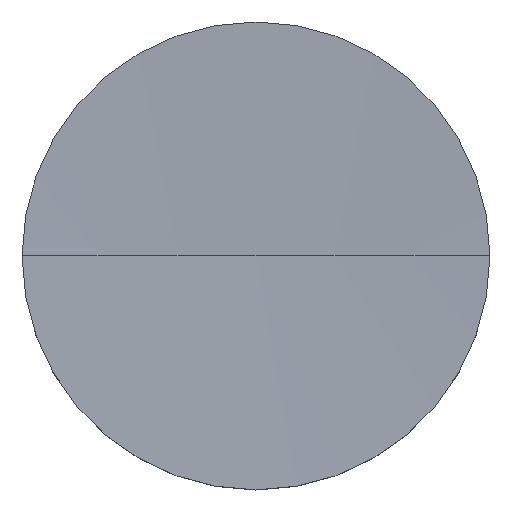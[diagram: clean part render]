
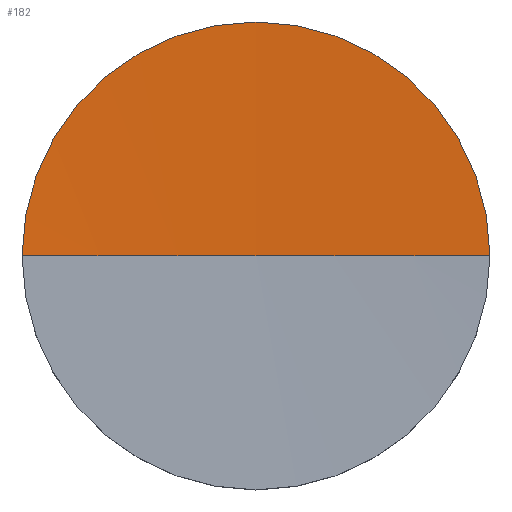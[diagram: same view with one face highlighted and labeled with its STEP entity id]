
A CAD part, top view. The second image highlights one B-rep face of the part: STEP entity #182.
In plain terms, the highlighted spherical face has radius 600 mm.
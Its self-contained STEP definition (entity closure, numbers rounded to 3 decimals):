
#6 = VERTEX_POINT ( 'NONE', #195 ) ;
#7 = CARTESIAN_POINT ( 'NONE',  ( 0., 0., 609.462 ) ) ;
#22 = DIRECTION ( 'NONE',  ( 1., 0., 0. ) ) ;
#32 = CIRCLE ( 'NONE', #98, 25.4 ) ;
#35 = CARTESIAN_POINT ( 'NONE',  ( -25.4, 0., 10. ) ) ;
#41 = AXIS2_PLACEMENT_3D ( 'NONE', #123, #167, #22 ) ;
#52 = DIRECTION ( 'NONE',  ( 1., 0., 0. ) ) ;
#56 = CIRCLE ( 'NONE', #160, 600. ) ;
#59 = EDGE_CURVE ( 'NONE', #131, #150, #32, .T. ) ;
#66 = CARTESIAN_POINT ( 'NONE',  ( 0., 0., 10. ) ) ;
#68 = DIRECTION ( 'NONE',  ( 1., 0., 0. ) ) ;
#69 = FACE_OUTER_BOUND ( 'NONE', #80, .T. ) ;
#80 = EDGE_LOOP ( 'NONE', ( #181, #165, #95 ) ) ;
#86 = DIRECTION ( 'NONE',  ( 0., -1., 0. ) ) ;
#95 = ORIENTED_EDGE ( 'NONE', *, *, #100, .F. ) ;
#98 = AXIS2_PLACEMENT_3D ( 'NONE', #66, #157, #52 ) ;
#100 = EDGE_CURVE ( 'NONE', #150, #6, #117, .T. ) ;
#108 = DIRECTION ( 'NONE',  ( 0., 1., 0. ) ) ;
#117 = CIRCLE ( 'NONE', #142, 600. ) ;
#121 = SPHERICAL_SURFACE ( 'NONE', #41, 600. ) ;
#123 = CARTESIAN_POINT ( 'NONE',  ( 0., 0., 609.462 ) ) ;
#131 = VERTEX_POINT ( 'NONE', #35 ) ;
#142 = AXIS2_PLACEMENT_3D ( 'NONE', #188, #108, #153 ) ;
#150 = VERTEX_POINT ( 'NONE', #199 ) ;
#153 = DIRECTION ( 'NONE',  ( 0., 0., 1. ) ) ;
#157 = DIRECTION ( 'NONE',  ( 0., 0., -1. ) ) ;
#160 = AXIS2_PLACEMENT_3D ( 'NONE', #7, #86, #68 ) ;
#165 = ORIENTED_EDGE ( 'NONE', *, *, #187, .T. ) ;
#167 = DIRECTION ( 'NONE',  ( 0., -1., 0. ) ) ;
#181 = ORIENTED_EDGE ( 'NONE', *, *, #59, .F. ) ;
#182 = ADVANCED_FACE ( 'NONE', ( #69 ), #121, .F. ) ;
#187 = EDGE_CURVE ( 'NONE', #131, #6, #56, .T. ) ;
#188 = CARTESIAN_POINT ( 'NONE',  ( 0., 0., 609.462 ) ) ;
#195 = CARTESIAN_POINT ( 'NONE',  ( 0., 0., 9.462 ) ) ;
#199 = CARTESIAN_POINT ( 'NONE',  ( 25.4, 0., 10. ) ) ;
